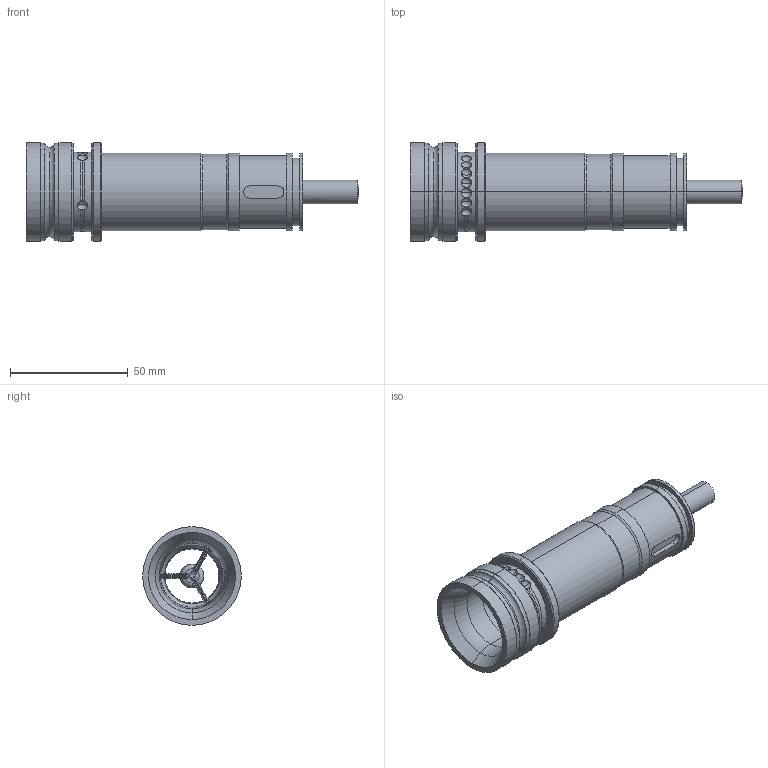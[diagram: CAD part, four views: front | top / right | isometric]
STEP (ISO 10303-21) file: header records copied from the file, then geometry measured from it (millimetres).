
FILE_DESCRIPTION (( 'STEP AP214' ), '1' );
FILE_NAME ('30071735~01.STEP', '2018-10-08T11:24:06', ( '' ), ( '' ), 'SwSTEP 2.0', 'SolidWorks 2017', '' );
FILE_SCHEMA (( 'AUTOMOTIVE_DESIGN' ));
Length unit declared in the file: millimetre
Products named in the file (1): 30071735~01
Bounding box: 141 x 41.9 x 41.9 mm (x, y, z)
Volume: 48165.7 mm3; surface area: 31859.4 mm2
Topology: 1 solids, 1 shells, 177 faces, 456 edges, 287 vertices
Faces by surface type: cylinder 47, torus 41, plane 31, cone 25, sphere 21, bspline 12
Entity records: 6588 total; most frequent: CARTESIAN_POINT 2354, ORIENTED_EDGE 908, DIRECTION 853, EDGE_CURVE 454, AXIS2_PLACEMENT_3D 375, VERTEX_POINT 287, CIRCLE 209, EDGE_LOOP 191
